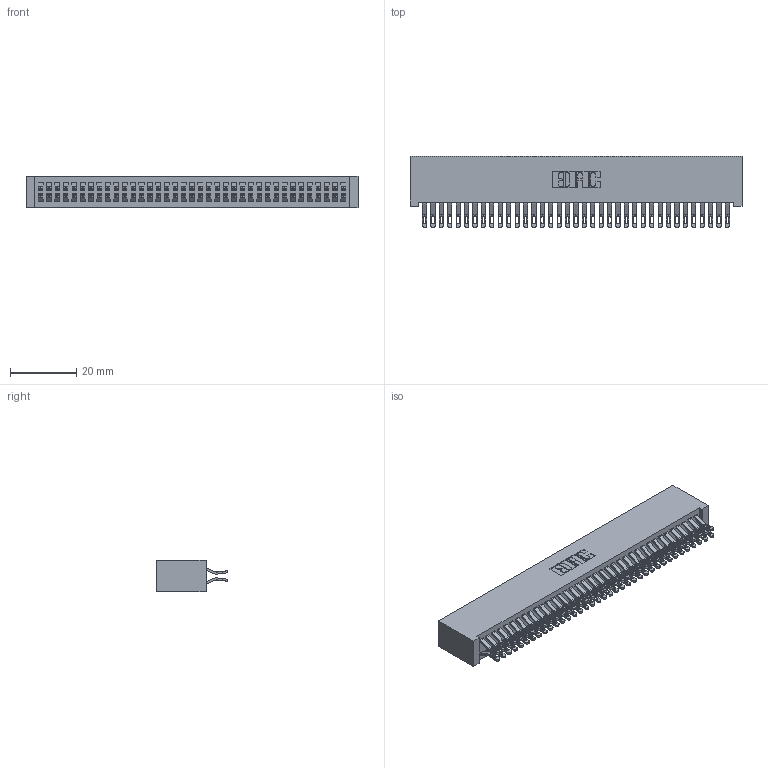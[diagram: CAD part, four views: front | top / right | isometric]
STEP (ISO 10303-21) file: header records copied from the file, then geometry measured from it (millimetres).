
FILE_DESCRIPTION (( 'STEP AP203' ), '1' );
FILE_NAME ('392-074-555-201.STEP', '2018-08-18T00:55:50', ( '' ), ( '' ), 'SwSTEP 2.0', 'SolidWorks 2016', '' );
FILE_SCHEMA (( 'CONFIG_CONTROL_DESIGN' ));
Length unit declared in the file: inch
Products named in the file (3): 342 Part_Lugless; 345-292-001_555 Tail; 392-074-555-201
Assembly tree (75 placements, depth 2):
  392-074-555-201
    342 Part_Lugless
    345-292-001_555 Tail  x74
Bounding box: 100.23 x 21.47 x 9.4 mm (x, y, z)
Volume: 9627 mm3; surface area: 16709.4 mm2
Topology: 75 solids, 75 shells, 4394 faces, 13817 edges, 9210 vertices
Faces by surface type: plane 2578, cylinder 1816
Entity records: 24367 total; most frequent: CARTESIAN_POINT 4076, ORIENTED_EDGE 3982, DIRECTION 3455, EDGE_CURVE 1991, VECTOR 1851, LINE 1851, VERTEX_POINT 1326, AXIS2_PLACEMENT_3D 802
